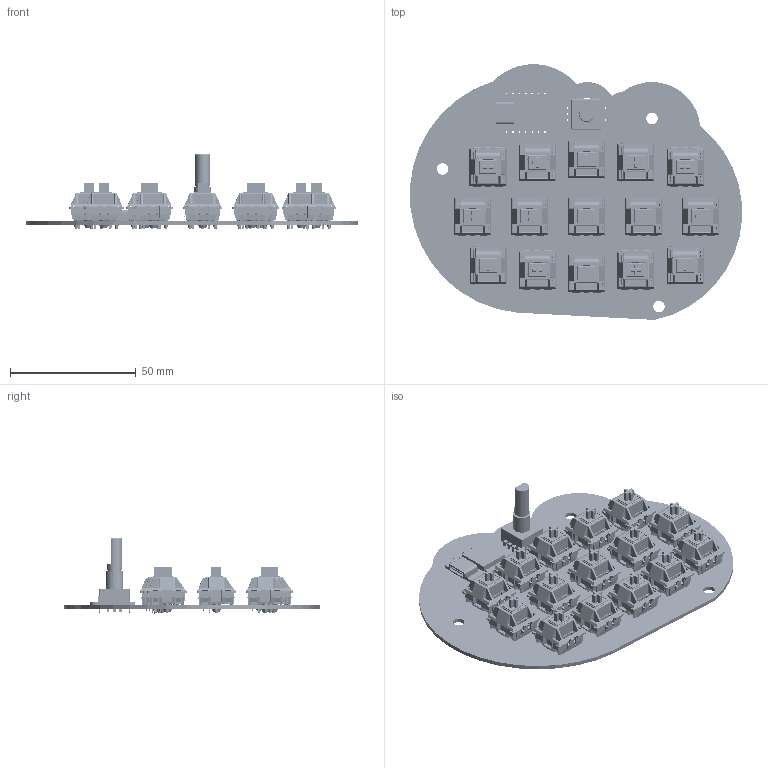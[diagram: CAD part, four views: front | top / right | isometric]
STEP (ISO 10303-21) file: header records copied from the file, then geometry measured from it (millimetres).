
FILE_DESCRIPTION(('KiCad electronic assembly'),'2;1');
FILE_NAME('my_hackpad.step','2024-09-19T12:01:21',('Pcbnew'),('Kicad'), 'Open CASCADE STEP processor 7.6','KiCad to STEP converter','Unknown' );
FILE_SCHEMA(('AUTOMOTIVE_DESIGN { 1 0 10303 214 1 1 1 1 }'));
Length unit declared in the file: millimetre
Products named in the file (8): my_hackpad 1; SW_Cherry_MX_PCB-SW_Cherry_MX_PCBLower_Housing; SW_Cherry_MX_PCB; Seeeduino_Xiao; Seeeduino Xiao v2; Rotary Encoder; (Unsaved); my_hackpad_PCB
Assembly tree (21 placements, depth 3):
  my_hackpad 1
    SW_Cherry_MX_PCB-SW_Cherry_MX_PCBLower_Housing  x15
      SW_Cherry_MX_PCB
    Seeeduino_Xiao
      Seeeduino Xiao v2
    Rotary Encoder
      (Unsaved)
    my_hackpad_PCB
Bounding box: 131.77 x 101.5 x 29.82 mm (x, y, z)
Volume: 33791.8 mm3; surface area: 73336.7 mm2
Topology: 109 solids, 109 shells, 14553 faces, 38404 edges, 24229 vertices
Faces by surface type: plane 8964, cylinder 4020, torus 540, bspline 480, sphere 398, cone 151
Full cylindrical faces by diameter (mm): 0.6 x14, 1 x19, 1.5 x30, 1.75 x30, 4 x15, 4.544 x3, 5 x1, 6 x1, 6.884 x1
Entity records: 52845 total; most frequent: CARTESIAN_POINT 17231, ORIENTED_EDGE 7332, DIRECTION 7047, EDGE_CURVE 3666, LINE 2601, VECTOR 2601, VERTEX_POINT 2347, AXIS2_PLACEMENT_3D 2223
